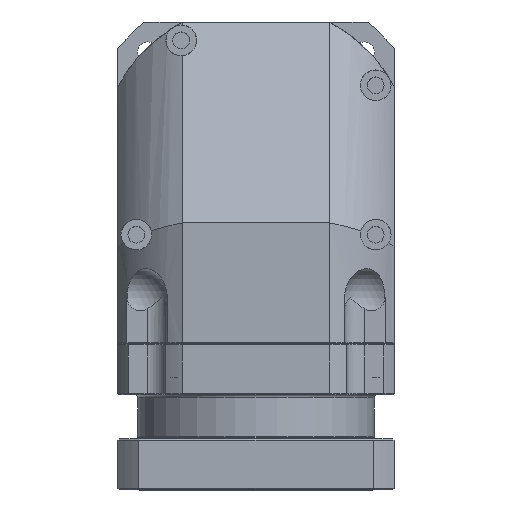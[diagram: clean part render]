
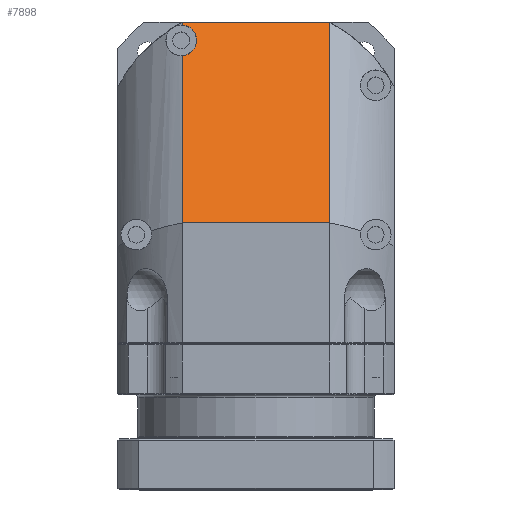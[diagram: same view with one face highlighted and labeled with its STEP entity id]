
A CAD part, top view. The second image highlights one B-rep face of the part: STEP entity #7898.
In plain terms, the highlighted face is planar.
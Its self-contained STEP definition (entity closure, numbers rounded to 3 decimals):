
#4005=DIRECTION('',(0.,0.,-1.));
#4006=VECTOR('',#4005,48.);
#4007=CARTESIAN_POINT('',(10.,-45.,24.));
#4008=LINE('',#4007,#4006);
#4009=CARTESIAN_POINT('',(0.79,-34.024,24.));
#4010=CARTESIAN_POINT('',(0.801,-34.037,
23.828));
#4011=CARTESIAN_POINT('',(0.823,-34.063,
23.64));
#4012=CARTESIAN_POINT('',(0.867,-34.115,
23.338));
#4013=CARTESIAN_POINT('',(0.921,-34.18,
23.074));
#4014=CARTESIAN_POINT('',(0.986,-34.258,
22.815));
#4015=CARTESIAN_POINT('',(1.074,-34.362,22.524));
#4016=CARTESIAN_POINT('',(1.183,-34.492,22.225));
#4017=CARTESIAN_POINT('',(1.313,-34.648,21.927));
#4018=CARTESIAN_POINT('',(1.444,-34.803,21.669));
#4019=CARTESIAN_POINT('',(1.618,-35.011,21.366));
#4020=CARTESIAN_POINT('',(1.836,-35.271,21.046));
#4021=CARTESIAN_POINT('',(2.098,-35.582,20.728));
#4022=CARTESIAN_POINT('',(2.359,-35.894,20.459));
#4023=CARTESIAN_POINT('',(2.621,-36.206,20.231));
#4024=CARTESIAN_POINT('',(2.969,-36.621,19.972));
#4025=CARTESIAN_POINT('',(3.405,-37.141,19.723));
#4026=CARTESIAN_POINT('',(3.928,-37.764,19.52));
#4027=CARTESIAN_POINT('',(4.451,-38.387,19.402));
#4028=CARTESIAN_POINT('',(4.974,-39.01,19.363));
#4029=CARTESIAN_POINT('',(5.497,-39.633,19.402));
#4030=CARTESIAN_POINT('',(6.02,-40.257,19.52));
#4031=CARTESIAN_POINT('',(6.543,-40.88,19.723));
#4032=CARTESIAN_POINT('',(6.979,-41.399,19.972));
#4033=CARTESIAN_POINT('',(7.327,-41.815,20.231));
#4034=CARTESIAN_POINT('',(7.589,-42.126,20.459));
#4035=CARTESIAN_POINT('',(7.85,-42.438,20.728));
#4036=CARTESIAN_POINT('',(8.112,-42.75,21.046));
#4037=CARTESIAN_POINT('',(8.33,-43.009,21.366));
#4038=CARTESIAN_POINT('',(8.504,-43.217,21.669));
#4039=CARTESIAN_POINT('',(8.635,-43.373,21.927));
#4040=CARTESIAN_POINT('',(8.765,-43.529,22.225));
#4041=CARTESIAN_POINT('',(8.874,-43.658,22.524));
#4042=CARTESIAN_POINT('',(8.961,-43.762,22.815));
#4043=CARTESIAN_POINT('',(9.027,-43.84,23.074));
#4044=CARTESIAN_POINT('',(9.081,-43.905,23.338));
#4045=CARTESIAN_POINT('',(9.125,-43.957,23.64));
#4046=CARTESIAN_POINT('',(9.147,-43.983,23.828));
#4047=CARTESIAN_POINT('',(9.158,-43.996,24.));
#4049=DIRECTION('',(0.643,-0.766,0.));
#4050=VECTOR('',#4049,1.311);
#4051=CARTESIAN_POINT('',(9.158,-43.996,24.));
#4052=LINE('',#4051,#4050);
#4053=DIRECTION('',(-0.643,0.766,0.));
#4054=VECTOR('',#4053,85.565);
#4055=CARTESIAN_POINT('',(10.,-45.,-24.));
#4056=LINE('',#4055,#4054);
#4057=DIRECTION('',(0.643,-0.766,0.));
#4058=VECTOR('',#4057,71.237);
#4059=CARTESIAN_POINT('',(-45.,20.546,24.));
#4060=LINE('',#4059,#4058);
#4811=DIRECTION('',(0.,0.,1.));
#4812=VECTOR('',#4811,48.);
#4813=CARTESIAN_POINT('',(-45.,20.546,-24.));
#4814=LINE('',#4813,#4812);
#6193=VERTEX_POINT('',#4009);
#6194=VERTEX_POINT('',#4047);
#6239=CARTESIAN_POINT('',(10.,-45.,-24.));
#6240=CARTESIAN_POINT('',(-45.,20.546,-24.));
#6241=VERTEX_POINT('',#6239);
#6242=VERTEX_POINT('',#6240);
#6243=CARTESIAN_POINT('',(10.,-45.,24.));
#6244=VERTEX_POINT('',#6243);
#6245=CARTESIAN_POINT('',(-45.,20.546,24.));
#6246=VERTEX_POINT('',#6245);
#7880=CARTESIAN_POINT('',(10.,-45.,61.2));
#7881=DIRECTION('',(0.766,0.643,0.));
#7882=DIRECTION('',(-0.643,0.766,0.));
#7883=AXIS2_PLACEMENT_3D('',#7880,#7881,#7882);
#7884=PLANE('',#7883);
#7886=ORIENTED_EDGE('',*,*,#7885,.T.);
#7888=ORIENTED_EDGE('',*,*,#7887,.T.);
#7889=ORIENTED_EDGE('',*,*,#7873,.T.);
#7891=ORIENTED_EDGE('',*,*,#7890,.T.);
#7893=ORIENTED_EDGE('',*,*,#7892,.T.);
#7895=ORIENTED_EDGE('',*,*,#7894,.T.);
#7896=EDGE_LOOP('',(#7886,#7888,#7889,#7891,#7893,#7895));
#7897=FACE_OUTER_BOUND('',#7896,.F.);
#7898=ADVANCED_FACE('',(#7897),#7884,.F.);
#4048=B_SPLINE_CURVE_WITH_KNOTS('',3,(#4009,#4010,#4011,#4012,#4013,#4014,#4015,
#4016,#4017,#4018,#4019,#4020,#4021,#4022,#4023,#4024,#4025,#4026,#4027,#4028,
#4029,#4030,#4031,#4032,#4033,#4034,#4035,#4036,#4037,#4038,#4039,#4040,#4041,
#4042,#4043,#4044,#4045,#4046,#4047),.UNSPECIFIED.,.F.,.F.,(4,1,1,1,1,1,1,1,1,1,
1,1,1,1,1,1,1,1,1,1,1,1,1,1,1,1,1,1,1,1,1,1,1,1,1,1,4),(0.,0.004,
0.008,0.016,0.023,0.031,0.047,0.063,0.078,0.094,
0.125,0.156,0.188,0.219,0.25,0.313,0.375,0.438,0.5,
0.563,0.625,0.688,0.75,0.781,0.813,0.844,0.875,0.906,
0.922,0.938,0.953,0.969,0.977,0.984,0.992,
0.996,1.),.UNSPECIFIED.);
#7873=EDGE_CURVE('',#6244,#6241,#4008,.T.);
#7885=EDGE_CURVE('',#6193,#6194,#4048,.T.);
#7887=EDGE_CURVE('',#6194,#6244,#4052,.T.);
#7890=EDGE_CURVE('',#6241,#6242,#4056,.T.);
#7892=EDGE_CURVE('',#6242,#6246,#4814,.T.);
#7894=EDGE_CURVE('',#6246,#6193,#4060,.T.);
